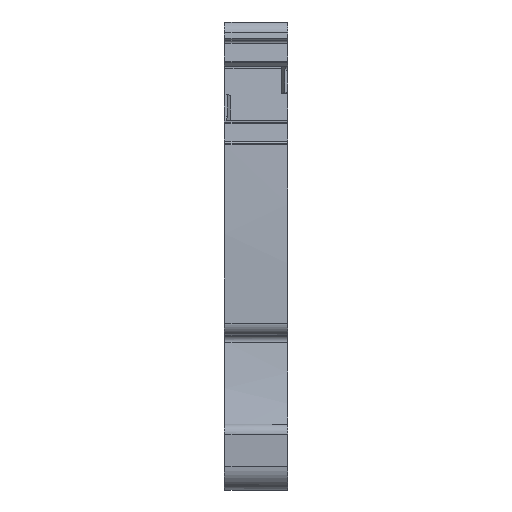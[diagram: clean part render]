
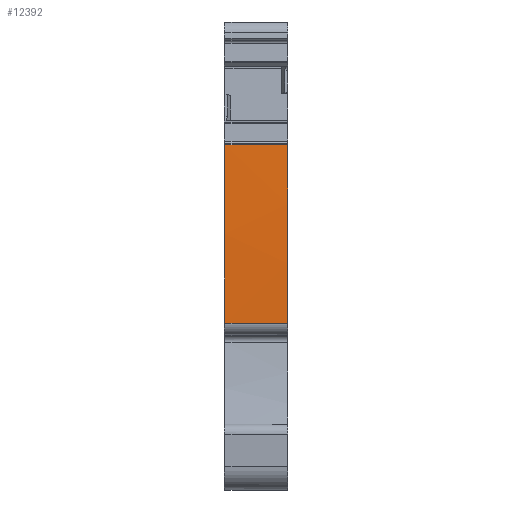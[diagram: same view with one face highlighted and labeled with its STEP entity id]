
A CAD part, front view. The second image highlights one B-rep face of the part: STEP entity #12392.
In plain terms, the highlighted cylindrical face has radius 154.9 mm (diameter 309.8 mm), a partial arc.
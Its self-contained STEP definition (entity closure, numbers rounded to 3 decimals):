
#7552=AXIS2_PLACEMENT_3D('Circle Axis2P3D',#7550,#7551,$) ;
#7559=AXIS2_PLACEMENT_3D('Circle Axis2P3D',#7557,#7558,$) ;
#11930=AXIS2_PLACEMENT_3D('Cylinder Axis2P3D',#11927,#11928,#11929) ;
#4305=CARTESIAN_POINT('Vertex',(0.05,1.529,13.427)) ;
#4350=CARTESIAN_POINT('Control Point',(0.05,1.858,27.772)) ;
#4351=CARTESIAN_POINT('Control Point',(0.05,1.659,24.908)) ;
#4352=CARTESIAN_POINT('Control Point',(0.05,1.527,22.039)) ;
#4353=CARTESIAN_POINT('Control Point',(0.05,1.461,19.168)) ;
#4354=CARTESIAN_POINT('Control Point',(0.05,1.462,16.297)) ;
#4355=CARTESIAN_POINT('Control Point',(0.05,1.529,13.427)) ;
#4356=CARTESIAN_POINT('Vertex',(0.05,1.858,27.772)) ;
#7547=CARTESIAN_POINT('Vertex',(5.1,1.858,27.772)) ;
#7550=CARTESIAN_POINT('Axis2P3D Location',(5.1,156.387,17.05)) ;
#7554=CARTESIAN_POINT('Vertex',(5.1,1.528,13.45)) ;
#7557=CARTESIAN_POINT('Axis2P3D Location',(5.1,2.529,13.45)) ;
#7561=CARTESIAN_POINT('Vertex',(5.1,1.529,13.427)) ;
#11927=CARTESIAN_POINT('Axis2P3D Location',(2.55,156.387,17.05)) ;
#12363=CARTESIAN_POINT('Line Origine',(2.55,1.858,27.772)) ;
#12380=CARTESIAN_POINT('Line Origine',(2.55,1.529,13.427)) ;
#7551=DIRECTION('Axis2P3D Direction',(1.,0.,0.)) ;
#7558=DIRECTION('Axis2P3D Direction',(1.,0.,0.)) ;
#11928=DIRECTION('Axis2P3D Direction',(1.,0.,0.)) ;
#11929=DIRECTION('Axis2P3D XDirection',(0.,-0.992,0.127)) ;
#12364=DIRECTION('Vector Direction',(1.,0.,0.)) ;
#12381=DIRECTION('Vector Direction',(1.,0.,0.)) ;
#12365=VECTOR('Line Direction',#12364,1.) ;
#12382=VECTOR('Line Direction',#12381,1.) ;
#12386=ORIENTED_EDGE('',*,*,#12384,.T.) ;
#12387=ORIENTED_EDGE('',*,*,#7563,.F.) ;
#12388=ORIENTED_EDGE('',*,*,#7556,.F.) ;
#12389=ORIENTED_EDGE('',*,*,#12367,.F.) ;
#12390=ORIENTED_EDGE('',*,*,#4358,.T.) ;
#12392=ADVANCED_FACE('72322_MLD_AS3C_2-5',(#12391),#11931,.T.) ;
#4349=B_SPLINE_CURVE_WITH_KNOTS('',5,(#4350,#4351,#4352,#4353,#4354,#4355),.UNSPECIFIED.,.F.,.U.,(6,6),(58.14,72.494),.UNSPECIFIED.) ;
#7553=CIRCLE('generated circle',#7552,154.9) ;
#7560=CIRCLE('generated circle',#7559,1.) ;
#11931=CYLINDRICAL_SURFACE('generated cylinder',#11930,154.9) ;
#4358=EDGE_CURVE('',#4357,#4306,#4349,.T.) ;
#7556=EDGE_CURVE('',#7548,#7555,#7553,.T.) ;
#7563=EDGE_CURVE('',#7555,#7562,#7560,.T.) ;
#12367=EDGE_CURVE('',#4357,#7548,#12366,.T.) ;
#12384=EDGE_CURVE('',#4306,#7562,#12383,.T.) ;
#12385=EDGE_LOOP('',(#12386,#12387,#12388,#12389,#12390)) ;
#12391=FACE_OUTER_BOUND('',#12385,.T.) ;
#12366=LINE('Line',#12363,#12365) ;
#12383=LINE('Line',#12380,#12382) ;
#4306=VERTEX_POINT('',#4305) ;
#4357=VERTEX_POINT('',#4356) ;
#7548=VERTEX_POINT('',#7547) ;
#7555=VERTEX_POINT('',#7554) ;
#7562=VERTEX_POINT('',#7561) ;
